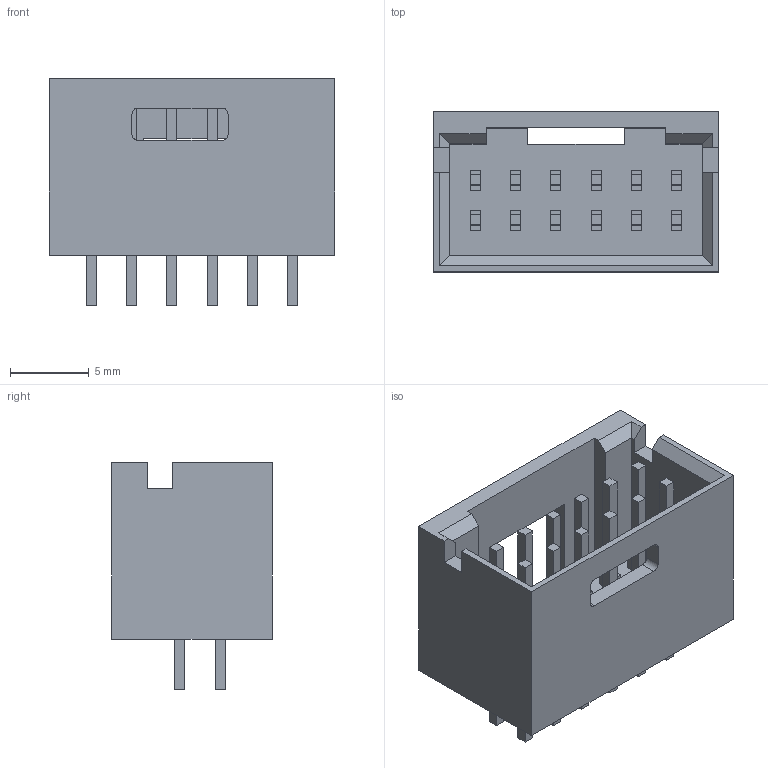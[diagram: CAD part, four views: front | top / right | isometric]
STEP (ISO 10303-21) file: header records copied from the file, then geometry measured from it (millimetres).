
FILE_DESCRIPTION((''),'2;1');
FILE_NAME('C-0102618-54-3','2007-08-31T',('workeradm'),('Tyco Electronics Corporation'),'PRO/ENGINEER BY PARAMETRIC TECHNOLOGY CORPORATION, 2005450','PRO/ENGINEER BY PARAMETRIC TECHNOLOGY CORPORATION, 2005450','');
FILE_SCHEMA(('CONFIG_CONTROL_DESIGN', 'GEOMETRIC_VALIDATION_PROPERTIES_MIM'));
Length unit declared in the file: millimetre
Products named in the file (1): C-0102618-54-3
Bounding box: 18.08 x 10.16 x 14.35 mm (x, y, z)
Volume: 910.8 mm3; surface area: 1707.7 mm2
Topology: 1 solids, 1 shells, 209 faces, 551 edges, 366 vertices
Faces by surface type: plane 205, cylinder 4
Entity records: 4212 total; most frequent: ORIENTED_EDGE 1102, EDGE_CURVE 551, LINE 543, CARTESIAN_POINT 397, VERTEX_POINT 366, EDGE_LOOP 235, FACE_OUTER_BOUND 209, ADVANCED_FACE 209
